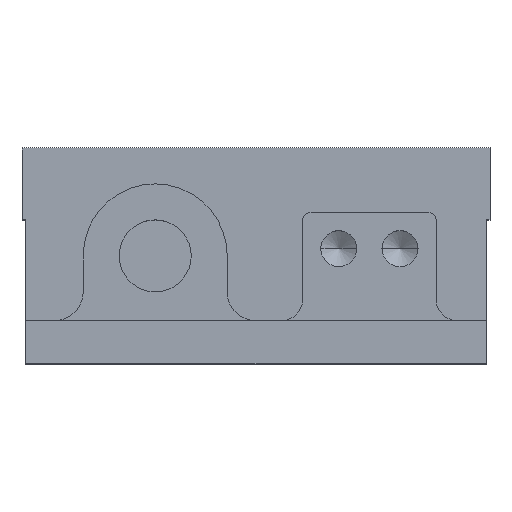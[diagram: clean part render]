
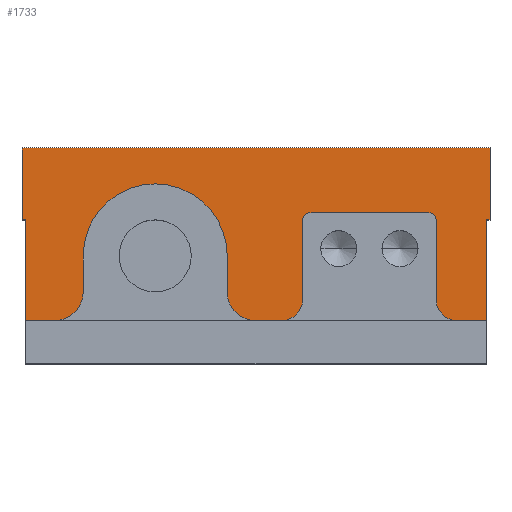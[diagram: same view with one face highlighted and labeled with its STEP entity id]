
A CAD part, top view. The second image highlights one B-rep face of the part: STEP entity #1733.
In plain terms, the highlighted planar face has unit normal (0, 0, 1).
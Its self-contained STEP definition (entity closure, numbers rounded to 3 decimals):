
#635=CARTESIAN_POINT('POINT45',(5750.,
   900.,390.));
#636=VERTEX_POINT('VERTEX45',#635);
#645=CARTESIAN_POINT('POINT47',(5750.,2000.,390.)
   );
#646=VERTEX_POINT('VERTEX47',#645);
#647=CARTESIAN_POINT('POS63',(5750.,2100.,390.));
#648=DIRECTION('DIR104',(0.,-1.,0.));
#649=VECTOR('VEC22',#648,25.4);
#650=LINE('STRAIGHT22',#647,#649);
#651=EDGE_CURVE('EDGE66',#646,#636,#650,.T.);
#685=CARTESIAN_POINT('POINT50',(5650.,2100.,390.)
   );
#686=VERTEX_POINT('VERTEX50',#685);
#687=CARTESIAN_POINT('POS68',(5650.,2000.,390.));
#688=DIRECTION('DIR111',(0.,0.,1.));
#689=DIRECTION('DIR112',(-1.,0.,0.));
#690=AXIS2_PLACEMENT_3D('AXIS44',#687,#688,#689);
#691=CIRCLE('ELLIPSE24',#690,100.);
#692=EDGE_CURVE('EDGE70',#646,#686,#691,.T.);
#709=CARTESIAN_POINT('POINT51',(4000.,2100.,390.));
#710=VERTEX_POINT('VERTEX51',#709);
#711=CARTESIAN_POINT('POS71',(3900.,2100.,390.));
#712=DIRECTION('DIR116',(1.,0.,0.));
#713=VECTOR('VEC26',#712,25.4);
#714=LINE('STRAIGHT26',#711,#713);
#715=EDGE_CURVE('EDGE72',#710,#686,#714,.T.);
#749=CARTESIAN_POINT('POINT54',(3900.,2000.,390.));
#750=VERTEX_POINT('VERTEX54',#749);
#751=CARTESIAN_POINT('POS76',(4000.,2000.,390.));
#752=DIRECTION('DIR123',(0.,0.,1.));
#753=DIRECTION('DIR124',(-1.,0.,0.));
#754=AXIS2_PLACEMENT_3D('AXIS48',#751,#752,#753);
#755=CIRCLE('ELLIPSE26',#754,100.);
#756=EDGE_CURVE('EDGE76',#710,#750,#755,.T.);
#773=CARTESIAN_POINT('POINT55',(3900.,900.,390.)
   );
#774=VERTEX_POINT('VERTEX55',#773);
#775=CARTESIAN_POINT('POS79',(3900.,600.,390.));
#776=DIRECTION('DIR128',(0.,1.,0.));
#777=VECTOR('VEC30',#776,25.4);
#778=LINE('STRAIGHT30',#775,#777);
#779=EDGE_CURVE('EDGE78',#774,#750,#778,.T.);
#803=CARTESIAN_POINT('POINT57',(2850.,1500.,390.));
#804=VERTEX_POINT('VERTEX57',#803);
#805=CARTESIAN_POINT('POINT58',(2850.,1000.,390.));
#806=VERTEX_POINT('VERTEX58',#805);
#807=CARTESIAN_POINT('POS83',(2850.,2500.,390.));
#808=DIRECTION('DIR133',(0.,-1.,0.));
#809=VECTOR('VEC33',#808,25.4);
#810=LINE('STRAIGHT33',#807,#809);
#811=EDGE_CURVE('EDGE81',#804,#806,#810,.T.);
#843=CARTESIAN_POINT('POINT61',(850.,1500.,390.)
   );
#844=VERTEX_POINT('VERTEX61',#843);
#845=CARTESIAN_POINT('POS88',(1850.,1500.,390.));
#846=DIRECTION('DIR139',(0.,0.,1.));
#847=DIRECTION('DIR140',(-1.,0.,0.));
#848=AXIS2_PLACEMENT_3D('AXIS52',#845,#846,#847);
#849=CIRCLE('ELLIPSE27',#848,1000.);
#850=EDGE_CURVE('EDGE85',#804,#844,#849,.T.);
#876=CARTESIAN_POINT('POINT63',(850.,1000.,390.)
   );
#877=VERTEX_POINT('VERTEX63',#876);
#878=CARTESIAN_POINT('POS92',(850.,600.,390.));
#879=DIRECTION('DIR146',(0.,1.,0.));
#880=VECTOR('VEC38',#879,25.4);
#881=LINE('STRAIGHT38',#878,#880);
#882=EDGE_CURVE('EDGE88',#877,#844,#881,.T.);
#907=CARTESIAN_POINT('POINT65',(0.,
   3000.,390.));
#908=VERTEX_POINT('VERTEX65',#907);
#909=CARTESIAN_POINT('POINT66',(0.,2000.,390.));
#910=VERTEX_POINT('VERTEX66',#909);
#911=CARTESIAN_POINT('POS96',(0.,1500.,390.));
#912=DIRECTION('DIR151',(0.,-1.,0.));
#913=VECTOR('VEC41',#912,25.4);
#914=LINE('STRAIGHT41',#911,#913);
#915=EDGE_CURVE('EDGE91',#908,#910,#914,.T.);
#947=CARTESIAN_POINT('POINT69',(6500.,
   3000.,390.));
#948=VERTEX_POINT('VERTEX69',#947);
#949=CARTESIAN_POINT('POS101',(3250.,
   3000.,390.));
#950=DIRECTION('DIR157',(-1.,0.,0.));
#951=VECTOR('VEC45',#950,25.4);
#952=LINE('STRAIGHT45',#949,#951);
#953=EDGE_CURVE('EDGE95',#948,#908,#952,.T.);
#978=CARTESIAN_POINT('POINT71',(6500.,2000.,390.)
   );
#979=VERTEX_POINT('VERTEX71',#978);
#980=CARTESIAN_POINT('POS105',(6500.,1500.,390.))
   ;
#981=DIRECTION('DIR162',(0.,1.,0.));
#982=VECTOR('VEC48',#981,25.4);
#983=LINE('STRAIGHT48',#980,#982);
#984=EDGE_CURVE('EDGE98',#979,#948,#983,.T.);
#1129=CARTESIAN_POINT('POINT79',(450.,600.,390.
   ));
#1130=VERTEX_POINT('VERTEX79',#1129);
#1131=CARTESIAN_POINT('POS121',(450.,1000.,390.)
   );
#1132=DIRECTION('DIR185',(0.,0.,-1.));
#1133=DIRECTION('DIR186',(-1.,0.,0.));
#1134=AXIS2_PLACEMENT_3D('AXIS65',#1131,#1132,#1133);
#1135=CIRCLE('ELLIPSE32',#1134,400.);
#1136=EDGE_CURVE('EDGE113',#877,#1130,#1135,.T.);
#1193=CARTESIAN_POINT('POINT82',(3250.,600.,390.
   ));
#1194=VERTEX_POINT('VERTEX82',#1193);
#1195=CARTESIAN_POINT('POS128',(3250.,1000.,390.)
   );
#1196=DIRECTION('DIR197',(0.,0.,-1.));
#1197=DIRECTION('DIR198',(-1.,0.,0.));
#1198=AXIS2_PLACEMENT_3D('AXIS70',#1195,#1196,#1197);
#1199=CIRCLE('ELLIPSE35',#1198,400.);
#1200=EDGE_CURVE('EDGE118',#1194,#806,#1199,.T.);
#1219=CARTESIAN_POINT('POINT83',(3600.,600.,390.));
#1220=VERTEX_POINT('VERTEX83',#1219);
#1221=CARTESIAN_POINT('POS131',(3600.,900.,390.)
   );
#1222=DIRECTION('DIR202',(0.,0.,-1.));
#1223=DIRECTION('DIR203',(-1.,0.,0.));
#1224=AXIS2_PLACEMENT_3D('AXIS72',#1221,#1222,#1223);
#1225=CIRCLE('ELLIPSE36',#1224,300.);
#1226=EDGE_CURVE('EDGE120',#774,#1220,#1225,.T.);
#1288=CARTESIAN_POINT('POINT86',(6050.,600.,390.
   ));
#1289=VERTEX_POINT('VERTEX86',#1288);
#1296=CARTESIAN_POINT('POS139',(6050.,
   900.,390.));
#1297=DIRECTION('DIR215',(0.,0.,-1.));
#1298=DIRECTION('DIR216',(-1.,0.,0.));
#1299=AXIS2_PLACEMENT_3D('AXIS77',#1296,#1297,#1298);
#1300=CIRCLE('ELLIPSE39',#1299,300.);
#1301=EDGE_CURVE('EDGE126',#1289,#636,#1300,.T.);
#1434=CARTESIAN_POINT('POINT93',(6450.,2000.,390.
   ));
#1435=VERTEX_POINT('VERTEX93',#1434);
#1436=CARTESIAN_POINT('POS153',(6950.,2000.,390.)
   );
#1437=DIRECTION('DIR237',(-1.,0.,0.));
#1438=VECTOR('VEC69',#1437,25.4);
#1439=LINE('STRAIGHT69',#1436,#1438);
#1440=EDGE_CURVE('EDGE139',#979,#1435,#1439,.T.);
#1651=CARTESIAN_POINT('POINT108',(50.,2000.,
   390.));
#1652=VERTEX_POINT('VERTEX108',#1651);
#1659=CARTESIAN_POINT('POS180',(-450.,2000.,390.
   ));
#1660=DIRECTION('DIR270',(-1.,0.,0.));
#1661=VECTOR('VEC90',#1660,25.4);
#1662=LINE('STRAIGHT90',#1659,#1661);
#1663=EDGE_CURVE('EDGE160',#1652,#910,#1662,.T.);
#1675=CARTESIAN_POINT('POINT109',(6450.,600.,
   390.));
#1676=VERTEX_POINT('VERTEX109',#1675);
#1677=CARTESIAN_POINT('POS182',(6450.,2000.,390.)
   );
#1678=DIRECTION('DIR273',(0.,-1.,0.));
#1679=VECTOR('VEC91',#1678,25.4);
#1680=LINE('STRAIGHT91',#1677,#1679);
#1681=EDGE_CURVE('EDGE161',#1435,#1676,#1680,.T.);
#1682=ORIENTED_EDGE('COEDGE271',*,*,#1681,.F.);
#1683=ORIENTED_EDGE('COEDGE272',*,*,#1440,.F.);
#1684=ORIENTED_EDGE('COEDGE273',*,*,#984,.T.);
#1685=ORIENTED_EDGE('COEDGE274',*,*,#953,.T.);
#1686=ORIENTED_EDGE('COEDGE275',*,*,#915,.T.);
#1687=ORIENTED_EDGE('COEDGE276',*,*,#1663,.F.);
#1688=CARTESIAN_POINT('POINT110',(50.,600.,
   390.));
#1689=VERTEX_POINT('VERTEX110',#1688);
#1690=CARTESIAN_POINT('POS183',(50.,2000.,390.)
   );
#1691=DIRECTION('DIR274',(0.,1.,0.));
#1692=VECTOR('VEC92',#1691,25.4);
#1693=LINE('STRAIGHT92',#1690,#1692);
#1694=EDGE_CURVE('EDGE162',#1689,#1652,#1693,.T.);
#1695=ORIENTED_EDGE('COEDGE277',*,*,#1694,.F.);
#1696=CARTESIAN_POINT('POS184',(-250.,600.,390.));
#1697=DIRECTION('DIR275',(1.,0.,0.));
#1698=VECTOR('VEC93',#1697,25.4);
#1699=LINE('STRAIGHT93',#1696,#1698);
#1700=EDGE_CURVE('EDGE163',#1689,#1130,#1699,.T.);
#1701=ORIENTED_EDGE('COEDGE278',*,*,#1700,.T.);
#1702=ORIENTED_EDGE('COEDGE279',*,*,#1136,.F.);
#1703=ORIENTED_EDGE('COEDGE280',*,*,#882,.T.);
#1704=ORIENTED_EDGE('COEDGE281',*,*,#850,.F.);
#1705=ORIENTED_EDGE('COEDGE282',*,*,#811,.T.);
#1706=ORIENTED_EDGE('COEDGE283',*,*,#1200,.F.);
#1707=CARTESIAN_POINT('POS185',(2850.,600.,390.));
#1708=DIRECTION('DIR276',(1.,0.,0.));
#1709=VECTOR('VEC94',#1708,25.4);
#1710=LINE('STRAIGHT94',#1707,#1709);
#1711=EDGE_CURVE('EDGE164',#1194,#1220,#1710,.T.);
#1712=ORIENTED_EDGE('COEDGE284',*,*,#1711,.T.);
#1713=ORIENTED_EDGE('COEDGE285',*,*,#1226,.F.);
#1714=ORIENTED_EDGE('COEDGE286',*,*,#779,.T.);
#1715=ORIENTED_EDGE('COEDGE287',*,*,#756,.F.);
#1716=ORIENTED_EDGE('COEDGE288',*,*,#715,.T.);
#1717=ORIENTED_EDGE('COEDGE289',*,*,#692,.F.);
#1718=ORIENTED_EDGE('COEDGE290',*,*,#651,.T.);
#1719=ORIENTED_EDGE('COEDGE291',*,*,#1301,.F.);
#1720=CARTESIAN_POINT('POS186',(5750.,600.,390.)
   );
#1721=DIRECTION('DIR277',(1.,0.,0.));
#1722=VECTOR('VEC95',#1721,25.4);
#1723=LINE('STRAIGHT95',#1720,#1722);
#1724=EDGE_CURVE('EDGE165',#1289,#1676,#1723,.T.);
#1725=ORIENTED_EDGE('COEDGE292',*,*,#1724,.T.);
#1726=EDGE_LOOP('NONE',(#1682,#1683,#1684,#1685,#1686,#1687,#1695,#1701,
   #1702,#1703,#1704,#1705,#1706,#1712,#1713,#1714,#1715,#1716,#1717,
   #1718,#1719,#1725));
#1727=FACE_BOUND('LOOP1',#1726,.T.);
#1728=CARTESIAN_POINT('POS187',(840.,610.,390.)
   );
#1729=DIRECTION('DIR278',(0.,0.,-1.));
#1730=DIRECTION('DIR279',(1.,0.,0.));
#1731=AXIS2_PLACEMENT_3D('AXIS92',#1728,#1729,#1730);
#1732=PLANE('PLANE27',#1731);
#1733=ADVANCED_FACE('FACE66',(#1727),#1732,.F.);
